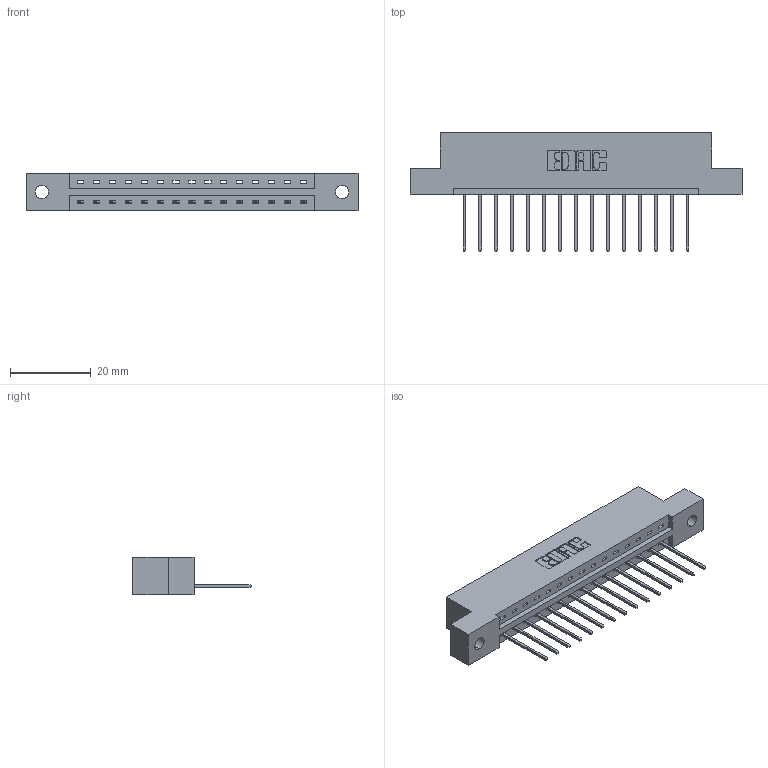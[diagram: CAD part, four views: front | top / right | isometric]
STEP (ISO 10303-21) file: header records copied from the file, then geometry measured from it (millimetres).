
FILE_DESCRIPTION (( 'STEP AP203' ), '1' );
FILE_NAME ('337-015-540-102.STEP', '2019-09-28T16:38:56', ( '' ), ( '' ), 'SwSTEP 2.0', 'SolidWorks 2016', '' );
FILE_SCHEMA (( 'CONFIG_CONTROL_DESIGN' ));
Length unit declared in the file: inch
Products named in the file (3): 337-015-540-102; 337 Part_Flush Mounting Lugs - 0.128 Dia; 345-292-001_345-293-140
Assembly tree (16 placements, depth 2):
  337-015-540-102
    337 Part_Flush Mounting Lugs - 0.128 Dia
    345-292-001_345-293-140  x15
Bounding box: 82.45 x 29.47 x 9.4 mm (x, y, z)
Volume: 8214.9 mm3; surface area: 8219.9 mm2
Topology: 16 solids, 16 shells, 1044 faces, 3131 edges, 2066 vertices
Faces by surface type: plane 760, cylinder 284
Entity records: 14663 total; most frequent: CARTESIAN_POINT 2559, ORIENTED_EDGE 2510, DIRECTION 2209, EDGE_CURVE 1255, VECTOR 1127, LINE 1127, VERTEX_POINT 834, AXIS2_PLACEMENT_3D 541
